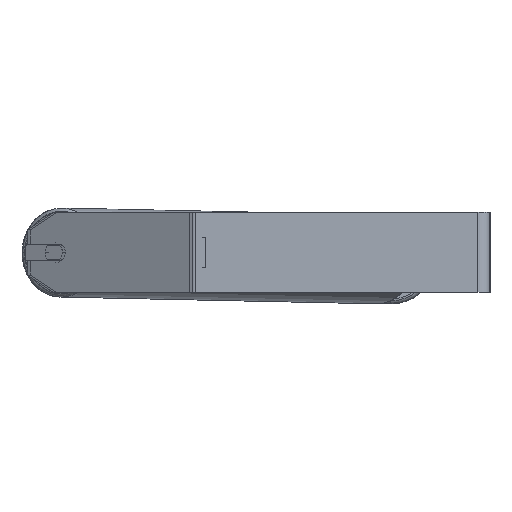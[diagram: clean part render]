
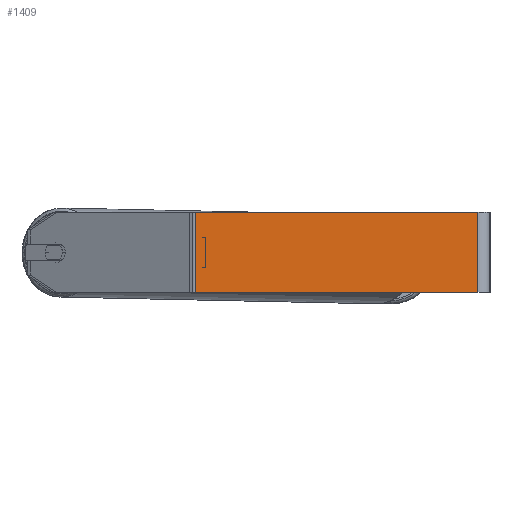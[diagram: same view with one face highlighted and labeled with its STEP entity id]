
A CAD part, left-side view. The second image highlights one B-rep face of the part: STEP entity #1409.
In plain terms, the highlighted planar face has unit normal (-1, 0, 0).
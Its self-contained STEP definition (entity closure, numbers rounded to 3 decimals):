
#390 = FACE_OUTER_BOUND ( 'NONE', #8097, .T. ) ;
#455 = VECTOR ( 'NONE', #512, 1000. ) ;
#512 = DIRECTION ( 'NONE',  ( 0., -1., 0. ) ) ;
#1154 = CARTESIAN_POINT ( 'NONE',  ( -1000., 12., -40. ) ) ;
#1409 = ADVANCED_FACE ( 'NONE', ( #390 ), #5759, .F. ) ;
#1531 = VERTEX_POINT ( 'NONE', #5193 ) ;
#1711 = LINE ( 'NONE', #6382, #6085 ) ;
#1759 = DIRECTION ( 'NONE',  ( 0., 0., -1. ) ) ;
#1761 = CARTESIAN_POINT ( 'NONE',  ( -1000., 296.918, 40. ) ) ;
#1805 = EDGE_CURVE ( 'NONE', #3854, #1531, #3855, .T. ) ;
#2187 = EDGE_CURVE ( 'NONE', #3854, #8265, #1711, .T. ) ;
#2411 = CARTESIAN_POINT ( 'NONE',  ( -1000., 12., 40. ) ) ;
#2939 = DIRECTION ( 'NONE',  ( 0., 0., -1. ) ) ;
#3393 = AXIS2_PLACEMENT_3D ( 'NONE', #1761, #8349, #2939 ) ;
#3699 = DIRECTION ( 'NONE',  ( 0., -1., 0. ) ) ;
#3854 = VERTEX_POINT ( 'NONE', #5789 ) ;
#3855 = LINE ( 'NONE', #7854, #455 ) ;
#3935 = ORIENTED_EDGE ( 'NONE', *, *, #8584, .T. ) ;
#4545 = EDGE_CURVE ( 'NONE', #1531, #7246, #6609, .T. ) ;
#5193 = CARTESIAN_POINT ( 'NONE',  ( -1000., 12., 40. ) ) ;
#5263 = VECTOR ( 'NONE', #3699, 1000. ) ;
#5729 = LINE ( 'NONE', #7055, #5263 ) ;
#5759 = PLANE ( 'NONE',  #3393 ) ;
#5762 = DIRECTION ( 'NONE',  ( 0., 0., -1. ) ) ;
#5789 = CARTESIAN_POINT ( 'NONE',  ( -1000., 293.703, 40. ) ) ;
#5953 = VECTOR ( 'NONE', #5762, 1000. ) ;
#5960 = ORIENTED_EDGE ( 'NONE', *, *, #4545, .F. ) ;
#6085 = VECTOR ( 'NONE', #1759, 1000. ) ;
#6123 = ORIENTED_EDGE ( 'NONE', *, *, #2187, .T. ) ;
#6382 = CARTESIAN_POINT ( 'NONE',  ( -1000., 293.703, 40. ) ) ;
#6446 = ORIENTED_EDGE ( 'NONE', *, *, #1805, .F. ) ;
#6609 = LINE ( 'NONE', #2411, #5953 ) ;
#7055 = CARTESIAN_POINT ( 'NONE',  ( -1000., 296.918, -40. ) ) ;
#7246 = VERTEX_POINT ( 'NONE', #1154 ) ;
#7854 = CARTESIAN_POINT ( 'NONE',  ( -1000., 296.918, 40. ) ) ;
#7925 = CARTESIAN_POINT ( 'NONE',  ( -1000., 293.703, -40. ) ) ;
#8097 = EDGE_LOOP ( 'NONE', ( #3935, #5960, #6446, #6123 ) ) ;
#8265 = VERTEX_POINT ( 'NONE', #7925 ) ;
#8349 = DIRECTION ( 'NONE',  ( 1., 0., 0. ) ) ;
#8584 = EDGE_CURVE ( 'NONE', #8265, #7246, #5729, .T. ) ;
